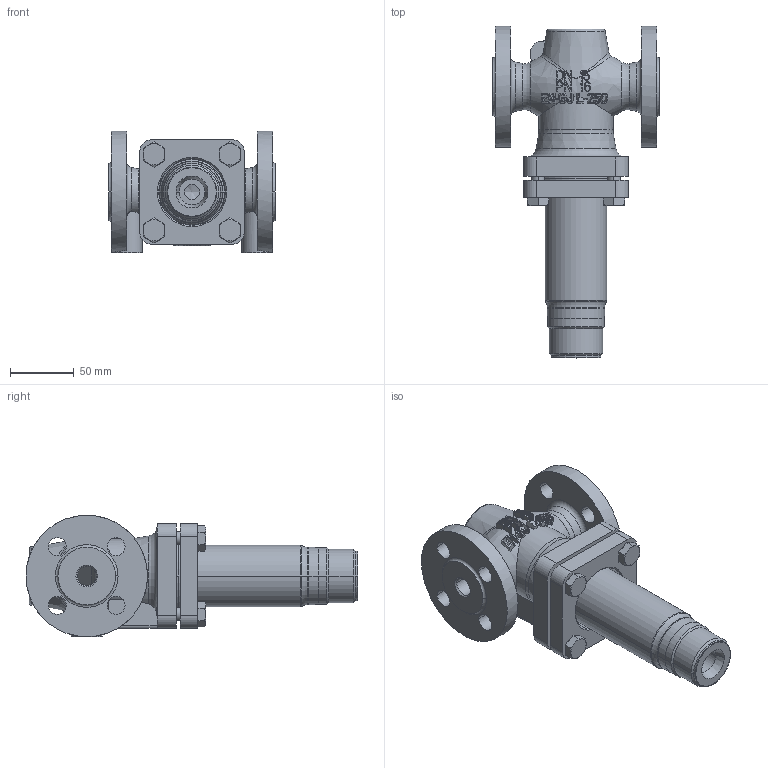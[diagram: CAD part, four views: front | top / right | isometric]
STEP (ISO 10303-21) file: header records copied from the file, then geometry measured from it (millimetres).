
FILE_DESCRIPTION((''),'2;1');
FILE_NAME('065B2388_ASM','2015-03-12T',('u317927'),('Danfoss'),'PRO/ENGINEER BY PARAMETRIC TECHNOLOGY CORPORATION, 2014000','PRO/ENGINEER BY PARAMETRIC TECHNOLOGY CORPORATION, 2014000','');
FILE_SCHEMA(('CONFIG_CONTROL_DESIGN'));
Length unit declared in the file: millimetre
Products named in the file (7): 8861000; 8861042; 8861021; 51018011; 8861045; ZVAR; 065B2388_ASM
Assembly tree (9 placements, depth 2):
  065B2388_ASM
    8861000
    8861042
    8861021
    51018011  x4
    8861045
    ZVAR
Bounding box: 130 x 259.6 x 95 mm (x, y, z)
Volume: 636420.5 mm3; surface area: 184742.3 mm2
Topology: 9 solids, 21 shells, 839 faces, 2240 edges, 1459 vertices
Faces by surface type: plane 507, cylinder 173, cone 66, bspline 47, torus 44, sphere 2
Entity records: 28394 total; most frequent: CARTESIAN_POINT 10250, ORIENTED_EDGE 4124, DIRECTION 3191, EDGE_CURVE 2084, VERTEX_POINT 1357, AXIS2_PLACEMENT_3D 1260, B_SPLINE_CURVE_WITH_KNOTS 898, EDGE_LOOP 849
